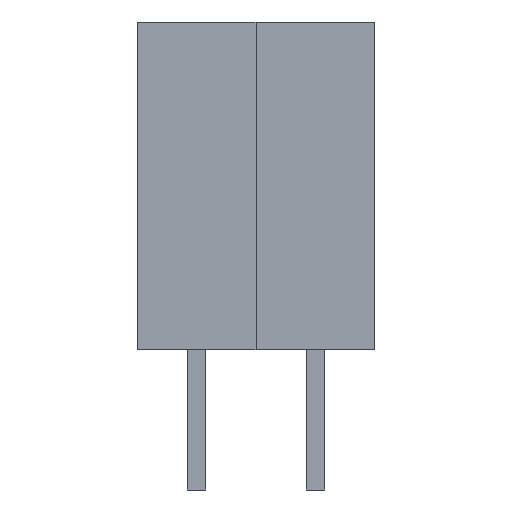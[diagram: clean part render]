
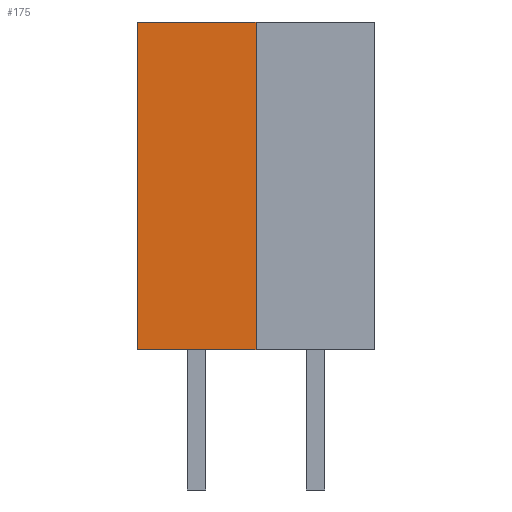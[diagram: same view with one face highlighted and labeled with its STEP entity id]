
A CAD part, front view. The second image highlights one B-rep face of the part: STEP entity #175.
In plain terms, the highlighted planar face has unit normal (0, -1, 0).
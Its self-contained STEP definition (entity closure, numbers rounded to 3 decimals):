
#13=DIRECTION('',(0.,0.,1.));
#14=DIRECTION('',(1.,0.,0.));
#151=EDGE_CURVE('',#152,#154,#156,.T.);
#152=VERTEX_POINT('',#153);
#153=CARTESIAN_POINT('',(-1.27,-1.271,0.));
#154=VERTEX_POINT('',#155);
#155=CARTESIAN_POINT('',(-1.27,-1.271,7.));
#156=LINE('',#153,#157);
#157=VECTOR('',#13,1.);
#164=DIRECTION('',(0.,1.,0.));
#175=ADVANCED_FACE('',(#176),#193,.F.);
#176=FACE_BOUND('',#177,.F.);
#177=EDGE_LOOP('',(#178,#184,#185,#190));
#178=ORIENTED_EDGE('',*,*,#179,.F.);
#179=EDGE_CURVE('',#152,#180,#182,.T.);
#180=VERTEX_POINT('',#181);
#181=CARTESIAN_POINT('',(1.27,-1.271,0.));
#182=LINE('',#153,#183);
#183=VECTOR('',#14,1.);
#184=ORIENTED_EDGE('',*,*,#151,.T.);
#185=ORIENTED_EDGE('',*,*,#186,.T.);
#186=EDGE_CURVE('',#154,#187,#189,.T.);
#187=VERTEX_POINT('',#188);
#188=CARTESIAN_POINT('',(1.27,-1.271,7.));
#189=LINE('',#155,#183);
#190=ORIENTED_EDGE('',*,*,#191,.F.);
#191=EDGE_CURVE('',#180,#187,#192,.T.);
#192=LINE('',#181,#157);
#193=PLANE('',#194);
#194=AXIS2_PLACEMENT_3D('',#153,#164,#13);
